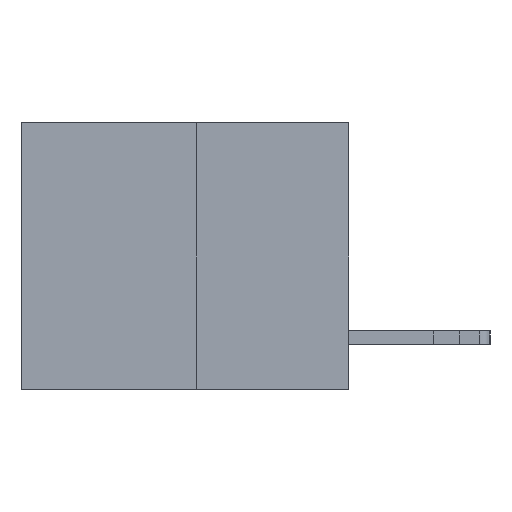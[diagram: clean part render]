
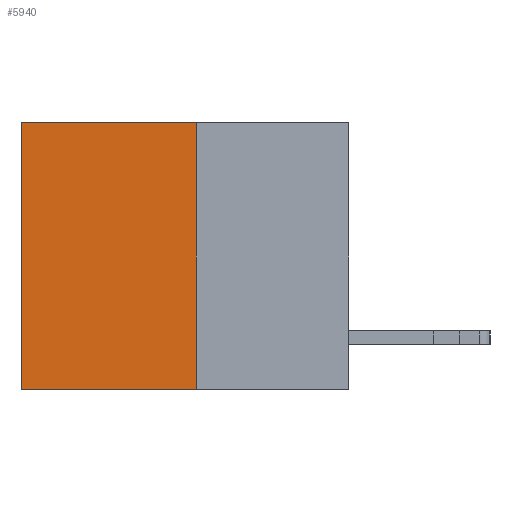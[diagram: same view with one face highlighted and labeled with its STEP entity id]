
A CAD part, left-side view. The second image highlights one B-rep face of the part: STEP entity #5940.
In plain terms, the highlighted planar face has unit normal (-1, 0, 0).
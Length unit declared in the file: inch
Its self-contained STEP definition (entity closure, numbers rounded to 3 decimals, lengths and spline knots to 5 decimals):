
#474 = PLANE ( 'NONE',  #20219 ) ;
#576 = DIRECTION ( 'NONE',  ( 0., 0., -1. ) ) ;
#1813 = CARTESIAN_POINT ( 'NONE',  ( 0.3165, 0.6, -0.49 ) ) ;
#3039 = DIRECTION ( 'NONE',  ( 0., 1., 0. ) ) ;
#3318 = CARTESIAN_POINT ( 'NONE',  ( 0.3165, 0.6, -0.49 ) ) ;
#4033 = EDGE_CURVE ( 'NONE', #24584, #5635, #5102, .T. ) ;
#4426 = VECTOR ( 'NONE', #23575, 39.37008 ) ;
#4937 = VERTEX_POINT ( 'NONE', #12047 ) ;
#5102 = LINE ( 'NONE', #6403, #4426 ) ;
#5635 = VERTEX_POINT ( 'NONE', #7124 ) ;
#5888 = FACE_OUTER_BOUND ( 'NONE', #6030, .T. ) ;
#5940 = ADVANCED_FACE ( 'NONE', ( #5888 ), #474, .F. ) ;
#6030 = EDGE_LOOP ( 'NONE', ( #20044, #9295, #8403, #28007 ) ) ;
#6295 = DIRECTION ( 'NONE',  ( 0., 0., -1. ) ) ;
#6403 = CARTESIAN_POINT ( 'NONE',  ( 0.3165, 0.28, -0.49 ) ) ;
#7124 = CARTESIAN_POINT ( 'NONE',  ( 0.3165, 0.28, -0.49 ) ) ;
#8403 = ORIENTED_EDGE ( 'NONE', *, *, #4033, .F. ) ;
#9295 = ORIENTED_EDGE ( 'NONE', *, *, #13880, .F. ) ;
#9298 = DIRECTION ( 'NONE',  ( 1., 0., 0. ) ) ;
#9337 = VECTOR ( 'NONE', #16665, 39.37008 ) ;
#10255 = VECTOR ( 'NONE', #3039, 39.37008 ) ;
#12047 = CARTESIAN_POINT ( 'NONE',  ( 0.3165, 0.6, 0. ) ) ;
#13880 = EDGE_CURVE ( 'NONE', #5635, #25009, #22529, .T. ) ;
#15184 = CARTESIAN_POINT ( 'NONE',  ( 0.3165, 0.28, 0. ) ) ;
#15971 = CARTESIAN_POINT ( 'NONE',  ( 0.3165, 0.28, -0.49 ) ) ;
#16665 = DIRECTION ( 'NONE',  ( 0., 1., 0. ) ) ;
#19948 = CARTESIAN_POINT ( 'NONE',  ( 0.3165, 0.28, -0.49 ) ) ;
#20044 = ORIENTED_EDGE ( 'NONE', *, *, #23027, .T. ) ;
#20219 = AXIS2_PLACEMENT_3D ( 'NONE', #19948, #9298, #576 ) ;
#22529 = LINE ( 'NONE', #15971, #10255 ) ;
#23027 = EDGE_CURVE ( 'NONE', #4937, #25009, #25049, .T. ) ;
#23575 = DIRECTION ( 'NONE',  ( 0., 0., -1. ) ) ;
#23974 = LINE ( 'NONE', #25519, #9337 ) ;
#24275 = EDGE_CURVE ( 'NONE', #24584, #4937, #23974, .T. ) ;
#24584 = VERTEX_POINT ( 'NONE', #15184 ) ;
#25009 = VERTEX_POINT ( 'NONE', #3318 ) ;
#25049 = LINE ( 'NONE', #1813, #27047 ) ;
#25519 = CARTESIAN_POINT ( 'NONE',  ( 0.3165, 0.28, 0. ) ) ;
#27047 = VECTOR ( 'NONE', #6295, 39.37008 ) ;
#28007 = ORIENTED_EDGE ( 'NONE', *, *, #24275, .T. ) ;
